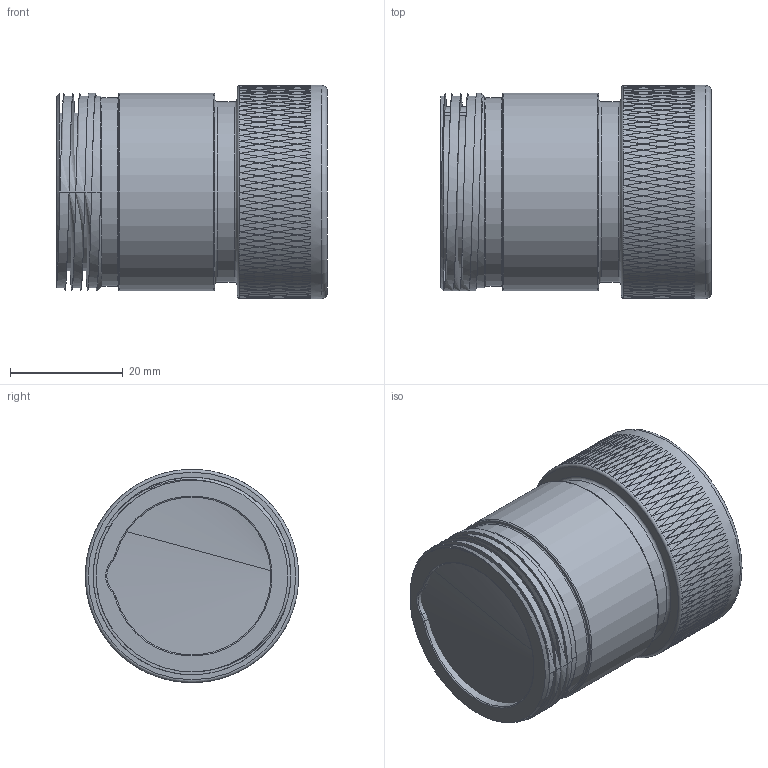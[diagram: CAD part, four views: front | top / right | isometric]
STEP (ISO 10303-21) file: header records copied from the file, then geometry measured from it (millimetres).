
FILE_DESCRIPTION(/* description */ (''),/* implementation_level */ '2;1');
FILE_NAME(/* name */ 'TrustLink MS M Pressure Cap C 37.stp',/* time_stamp */ '2021-03-09T11:41:57+01:00',/* author */ ('sh'),/* organization */ (''),/* preprocessor_version */ 'ST-DEVELOPER v17.2',/* originating_system */ 'Autodesk Inventor 2019',/* authorisation */ '');
FILE_SCHEMA (('AUTOMOTIVE_DESIGN { 1 0 10303 214 3 1 1 }'));
Length unit declared in the file: millimetre
Products named in the file (1): TrustLink MS M Pressure Cap C 37
Bounding box: 48 x 37.8 x 37.8 mm (x, y, z)
Volume: 32147.2 mm3; surface area: 15727.7 mm2
Topology: 3 solids, 6 shells, 2721 faces, 7311 edges, 4878 vertices
Faces by surface type: bspline 2002, cylinder 404, plane 292, torus 20, cone 3
Full cylindrical faces by diameter (mm): 1.2 x37, 2.5 x37, 23 x4, 23.2 x1, 25.2 x2, 28 x2, 30.2 x2, 32 x1, 33.5 x1, 34 x2, 35 x5, 37.78 x1, 37.8 x1
Entity records: 124960 total; most frequent: CARTESIAN_POINT 71048, ORIENTED_EDGE 14622, EDGE_CURVE 7311, B_SPLINE_CURVE_WITH_KNOTS 6025, VERTEX_POINT 4878, DIRECTION 3506, EDGE_LOOP 3008, FACE_OUTER_BOUND 2721
